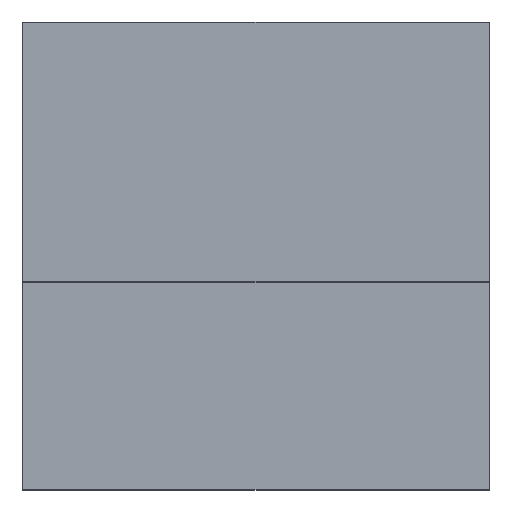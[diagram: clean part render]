
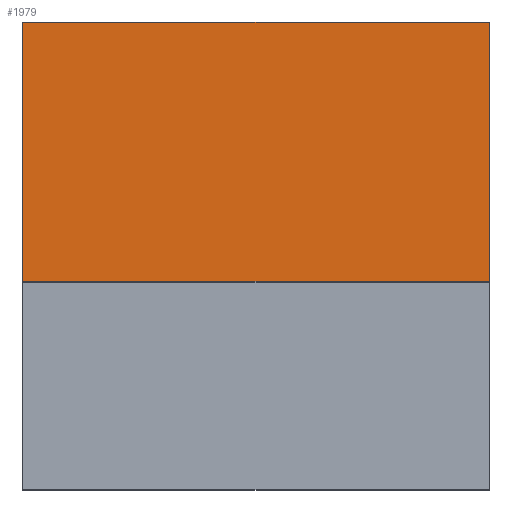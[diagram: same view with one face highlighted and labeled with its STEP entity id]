
A CAD part, top view. The second image highlights one B-rep face of the part: STEP entity #1979.
In plain terms, the highlighted planar face has unit normal (0, 0, 1).
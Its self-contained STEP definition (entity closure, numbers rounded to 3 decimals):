
#380=ORIENTED_EDGE('',*,*,#576,.F.);
#381=ORIENTED_EDGE('',*,*,#575,.T.);
#382=ORIENTED_EDGE('',*,*,#568,.T.);
#383=ORIENTED_EDGE('',*,*,#560,.T.);
#560=EDGE_CURVE('',#678,#677,#854,.T.);
#568=EDGE_CURVE('',#684,#678,#861,.T.);
#575=EDGE_CURVE('',#688,#684,#865,.T.);
#576=EDGE_CURVE('',#688,#677,#866,.T.);
#677=VERTEX_POINT('',#2774);
#678=VERTEX_POINT('',#2776);
#684=VERTEX_POINT('',#2792);
#688=VERTEX_POINT('',#2804);
#854=LINE('',#2775,#1032);
#861=LINE('',#2791,#1039);
#865=LINE('',#2806,#1043);
#866=LINE('',#2808,#1044);
#1032=VECTOR('',#2393,1000.);
#1039=VECTOR('',#2406,1000.);
#1043=VECTOR('',#2422,1000.);
#1044=VECTOR('',#2425,1000.);
#1135=EDGE_LOOP('',(#380,#381,#382,#383));
#1231=FACE_BOUND('',#1135,.T.);
#1314=PLANE('',#2073);
#1979=ADVANCED_FACE('',(#1231),#1314,.T.);
#2073=AXIS2_PLACEMENT_3D('',#2807,#2423,#2424);
#2393=DIRECTION('',(-1.,0.,0.));
#2406=DIRECTION('',(0.,1.,0.));
#2422=DIRECTION('',(1.,0.,0.));
#2423=DIRECTION('',(0.,0.,1.));
#2424=DIRECTION('',(1.,0.,0.));
#2425=DIRECTION('',(0.,1.,0.));
#2774=CARTESIAN_POINT('',(-0.5,4.5,14.));
#2775=CARTESIAN_POINT('',(4.5,4.5,14.));
#2776=CARTESIAN_POINT('',(4.5,4.5,14.));
#2791=CARTESIAN_POINT('',(4.5,-4.5,14.));
#2792=CARTESIAN_POINT('',(4.5,-4.5,14.));
#2804=CARTESIAN_POINT('',(-0.5,-4.5,14.));
#2806=CARTESIAN_POINT('',(-4.5,-4.5,14.));
#2807=CARTESIAN_POINT('',(-4.5,-4.5,14.));
#2808=CARTESIAN_POINT('',(-0.5,-4.5,14.));
